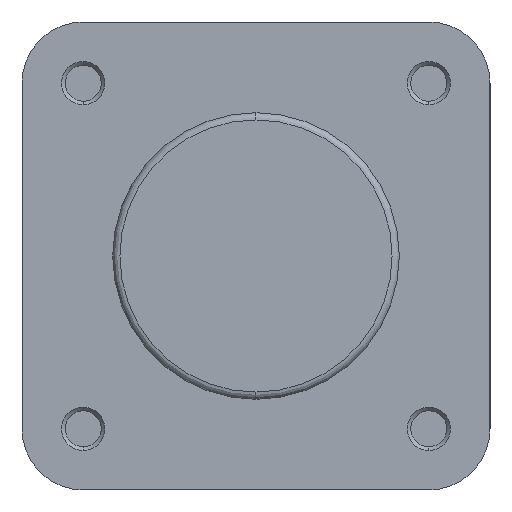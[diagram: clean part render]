
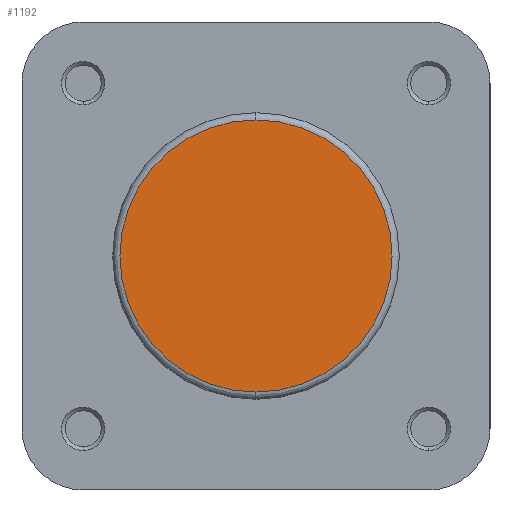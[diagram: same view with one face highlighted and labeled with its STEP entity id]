
A CAD part, left-side view. The second image highlights one B-rep face of the part: STEP entity #1192.
In plain terms, the highlighted planar face has unit normal (-1, 0, 0).
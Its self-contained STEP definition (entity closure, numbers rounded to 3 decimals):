
#554 = CARTESIAN_POINT ( 'NONE',  ( 21., 0., -18.9 ) ) ;
#646 = CARTESIAN_POINT ( 'NONE',  ( 21., 0., 18.9 ) ) ;
#952 = EDGE_CURVE ( 'NONE', #3351, #3206, #2566, .T. ) ;
#1011 = EDGE_CURVE ( 'NONE', #3206, #3351, #2653, .T. ) ;
#1192 = ADVANCED_FACE ( 'NONE', ( #1415 ), #3821, .F. ) ;
#1345 = CARTESIAN_POINT ( 'NONE',  ( 21., 0., 0. ) ) ;
#1415 = FACE_OUTER_BOUND ( 'NONE', #2325, .T. ) ;
#2118 = ORIENTED_EDGE ( 'NONE', *, *, #952, .T. ) ;
#2119 = ORIENTED_EDGE ( 'NONE', *, *, #1011, .T. ) ;
#2325 = EDGE_LOOP ( 'NONE', ( #2119, #2118 ) ) ;
#2566 = CIRCLE ( 'NONE', #3128, 18.9 ) ;
#2653 = CIRCLE ( 'NONE', #2892, 18.9 ) ;
#2790 = AXIS2_PLACEMENT_3D ( 'NONE', #3820, #3823, #3824 ) ;
#2892 = AXIS2_PLACEMENT_3D ( 'NONE', #1345, #3179, #3178 ) ;
#3128 = AXIS2_PLACEMENT_3D ( 'NONE', #3531, #3443, #3529 ) ;
#3178 = DIRECTION ( 'NONE',  ( 0., 0., -1. ) ) ;
#3179 = DIRECTION ( 'NONE',  ( -1., 0., 0. ) ) ;
#3206 = VERTEX_POINT ( 'NONE', #554 ) ;
#3351 = VERTEX_POINT ( 'NONE', #646 ) ;
#3443 = DIRECTION ( 'NONE',  ( -1., 0., 0. ) ) ;
#3529 = DIRECTION ( 'NONE',  ( 0., 0., -1. ) ) ;
#3531 = CARTESIAN_POINT ( 'NONE',  ( 21., 0., 0. ) ) ;
#3820 = CARTESIAN_POINT ( 'NONE',  ( 21., 19.9, 0. ) ) ;
#3821 = PLANE ( 'NONE',  #2790 ) ;
#3823 = DIRECTION ( 'NONE',  ( 1., 0., 0. ) ) ;
#3824 = DIRECTION ( 'NONE',  ( 0., 0., -1. ) ) ;
